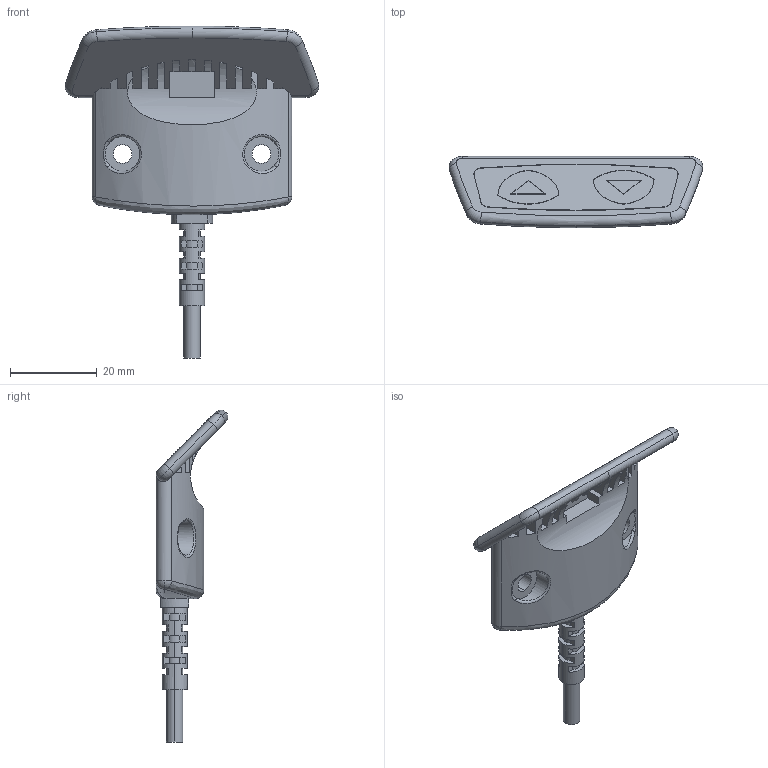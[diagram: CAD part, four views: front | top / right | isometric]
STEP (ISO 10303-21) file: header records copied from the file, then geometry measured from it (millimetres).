
FILE_DESCRIPTION (( 'STEP AP203' ), '1' );
FILE_NAME ('HSCO-OD-2.step', '2014-04-15T07:24:37', ( 'admin' ), ( 'Hewlett-Packard Company' ), 'SwSTEP 2.0', 'SolidWorks 2012', '' );
FILE_SCHEMA (( 'CONFIG_CONTROL_DESIGN' ));
Length unit declared in the file: millimetre
Products named in the file (1): HSCO-OD-2
Bounding box: 58.49 x 16.49 x 76.49 mm (x, y, z)
Volume: 14058.5 mm3; surface area: 6480.8 mm2
Topology: 1 solids, 1 shells, 198 faces, 521 edges, 338 vertices
Faces by surface type: plane 112, cylinder 61, torus 16, bspline 5, sphere 4
Entity records: 7175 total; most frequent: CARTESIAN_POINT 2135, DIRECTION 1064, ORIENTED_EDGE 1038, EDGE_CURVE 519, AXIS2_PLACEMENT_3D 393, VERTEX_POINT 338, LINE 278, VECTOR 278
